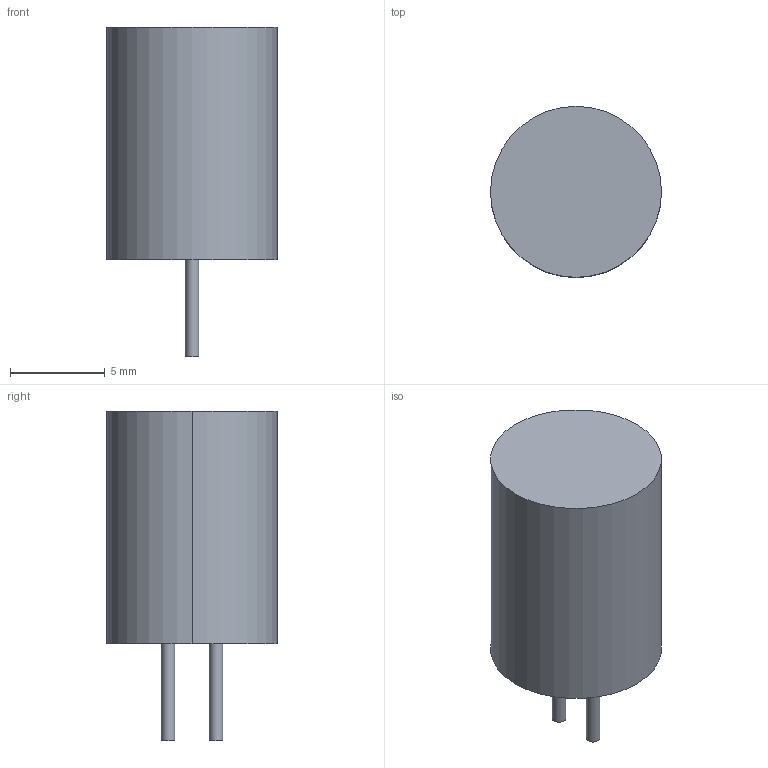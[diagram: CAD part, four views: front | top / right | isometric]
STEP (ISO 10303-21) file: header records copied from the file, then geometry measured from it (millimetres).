
FILE_DESCRIPTION(('FreeCAD Model'),'2;1');
FILE_NAME('281410.1.2.stp','2021-08-12T07:49:48',( 'Author'),(''),'Open CASCADE STEP processor 6.9','FreeCAD','Unknown' );
FILE_SCHEMA(('AUTOMOTIVE_DESIGN { 1 0 10303 214 1 1 1 1 }'));
Length unit declared in the file: millimetre
Products named in the file (3): ASSEMBLY; Body; Leads
Assembly tree (2 placements, depth 2):
  ASSEMBLY
    Body
    Leads
Bounding box: 9 x 9 x 17.35 mm (x, y, z)
Volume: 783.3 mm3; surface area: 497.9 mm2
Topology: 3 solids, 5 shells, 12 faces, 12 edges, 8 vertices
Faces by surface type: plane 8, cylinder 4
Full cylindrical faces by diameter (mm): 0.71 x2
Entity records: 533 total; most frequent: DIRECTION 86, CARTESIAN_POINT 71, ORIENTED_EDGE 36, LINE 32, VECTOR 32, PCURVE 32, DEFINITIONAL_REPRESENTATION 32, AXIS2_PLACEMENT_3D 23
